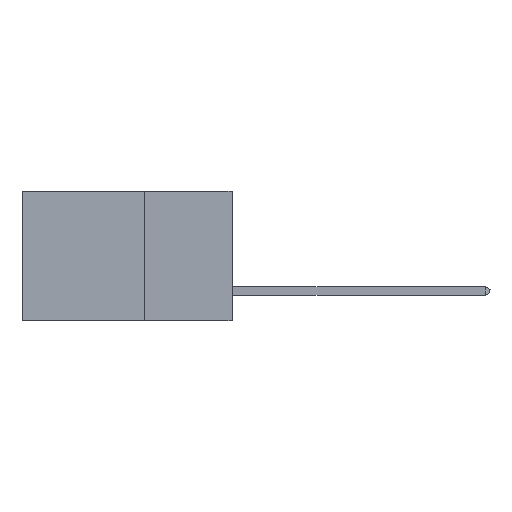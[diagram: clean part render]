
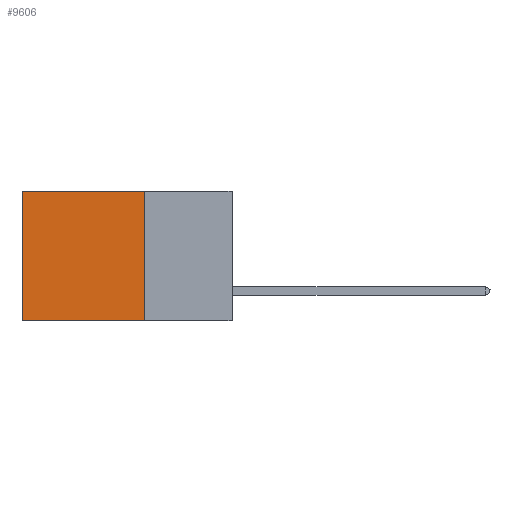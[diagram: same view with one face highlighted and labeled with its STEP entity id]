
A CAD part, left-side view. The second image highlights one B-rep face of the part: STEP entity #9606.
In plain terms, the highlighted planar face has unit normal (-1, 0, 0).
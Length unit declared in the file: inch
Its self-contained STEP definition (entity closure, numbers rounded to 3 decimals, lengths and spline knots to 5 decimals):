
#318 = VERTEX_POINT ( 'NONE', #3683 ) ;
#597 = VECTOR ( 'NONE', #21756, 39.37008 ) ;
#1618 = CARTESIAN_POINT ( 'NONE',  ( 0.2875, 0.25, -0.37 ) ) ;
#1927 = DIRECTION ( 'NONE',  ( 0., 1., 0. ) ) ;
#3643 = VECTOR ( 'NONE', #19549, 39.37008 ) ;
#3683 = CARTESIAN_POINT ( 'NONE',  ( 0.2875, 0.25, -0.37 ) ) ;
#3942 = LINE ( 'NONE', #25493, #32640 ) ;
#4707 = ORIENTED_EDGE ( 'NONE', *, *, #17182, .F. ) ;
#4819 = CARTESIAN_POINT ( 'NONE',  ( 0.2875, 0.6, -0.37 ) ) ;
#5529 = EDGE_LOOP ( 'NONE', ( #25509, #4707, #17725, #22999 ) ) ;
#6102 = LINE ( 'NONE', #1618, #3643 ) ;
#9606 = ADVANCED_FACE ( 'NONE', ( #17591 ), #33238, .F. ) ;
#11593 = CARTESIAN_POINT ( 'NONE',  ( 0.2875, 0.25, 0. ) ) ;
#12144 = VERTEX_POINT ( 'NONE', #14366 ) ;
#12320 = LINE ( 'NONE', #11593, #597 ) ;
#14366 = CARTESIAN_POINT ( 'NONE',  ( 0.2875, 0.25, 0. ) ) ;
#15835 = VERTEX_POINT ( 'NONE', #33380 ) ;
#17182 = EDGE_CURVE ( 'NONE', #318, #18868, #6102, .T. ) ;
#17591 = FACE_OUTER_BOUND ( 'NONE', #5529, .T. ) ;
#17725 = ORIENTED_EDGE ( 'NONE', *, *, #20624, .F. ) ;
#17878 = CARTESIAN_POINT ( 'NONE',  ( 0.2875, 0.25, 0. ) ) ;
#18868 = VERTEX_POINT ( 'NONE', #4819 ) ;
#19526 = AXIS2_PLACEMENT_3D ( 'NONE', #17878, #23168, #22948 ) ;
#19549 = DIRECTION ( 'NONE',  ( 0., 1., 0. ) ) ;
#20057 = CARTESIAN_POINT ( 'NONE',  ( 0.2875, 0.6, 0. ) ) ;
#20111 = EDGE_CURVE ( 'NONE', #15835, #18868, #30912, .T. ) ;
#20624 = EDGE_CURVE ( 'NONE', #12144, #318, #12320, .T. ) ;
#21756 = DIRECTION ( 'NONE',  ( 0., 0., -1. ) ) ;
#22948 = DIRECTION ( 'NONE',  ( 0., 0., -1. ) ) ;
#22999 = ORIENTED_EDGE ( 'NONE', *, *, #26957, .T. ) ;
#23168 = DIRECTION ( 'NONE',  ( 1., 0., 0. ) ) ;
#25237 = VECTOR ( 'NONE', #29306, 39.37008 ) ;
#25493 = CARTESIAN_POINT ( 'NONE',  ( 0.2875, 0.25, 0. ) ) ;
#25509 = ORIENTED_EDGE ( 'NONE', *, *, #20111, .T. ) ;
#26957 = EDGE_CURVE ( 'NONE', #12144, #15835, #3942, .T. ) ;
#29306 = DIRECTION ( 'NONE',  ( 0., 0., -1. ) ) ;
#30912 = LINE ( 'NONE', #20057, #25237 ) ;
#32640 = VECTOR ( 'NONE', #1927, 39.37008 ) ;
#33238 = PLANE ( 'NONE',  #19526 ) ;
#33380 = CARTESIAN_POINT ( 'NONE',  ( 0.2875, 0.6, 0. ) ) ;
